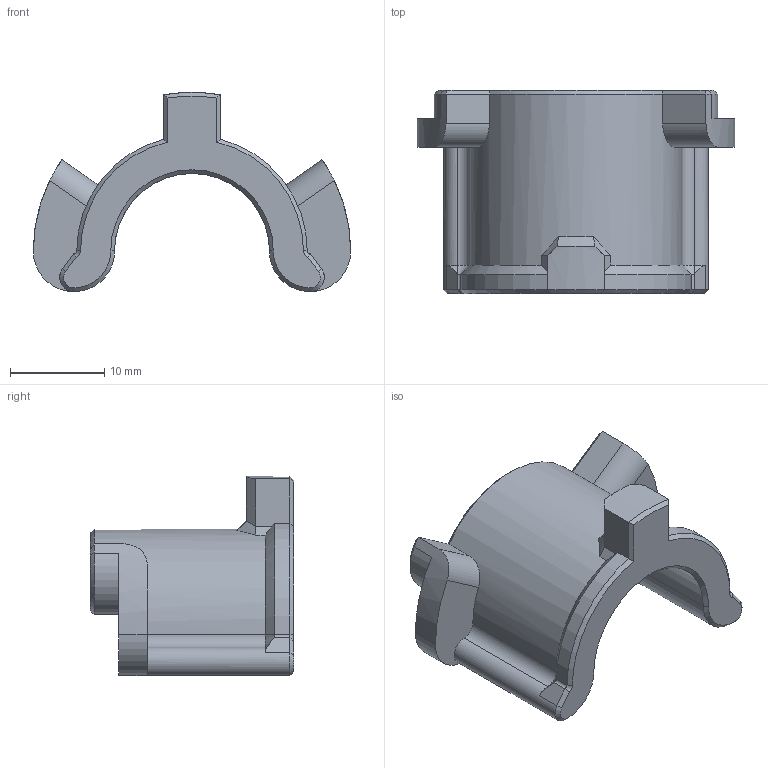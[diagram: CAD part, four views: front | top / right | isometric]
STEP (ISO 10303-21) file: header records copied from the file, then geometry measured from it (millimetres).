
FILE_DESCRIPTION(/* description */ ('STEP AP242','CAx-IF Rec.Pracs.---Representation and Presentation of Product Manufacturing Information (PMI)---4.0---2014-10-13','CAx-IF Rec.Pracs.---3D Tessellated Geometry---0.4---2014-09-14','2;1'),/* implementation_level */ '2;1');
FILE_NAME(/* name */ '627fb4cecfb37e40f4749f77',/* time_stamp */ '2022-05-14T13:55:27+00:00',/* author */ (''),/* organization */ (''),/* preprocessor_version */ 'ST-DEVELOPER v18.101',/* originating_system */ ' ',/* authorisation */ ' ');
FILE_SCHEMA (('AP242_MANAGED_MODEL_BASED_3D_ENGINEERING_MIM_LF { 1 0 10303 442 1 1 4 }'));
Length unit declared in the file: metre
Products named in the file (1): endstop
Bounding box: 33.6 x 21.5 x 21.09 mm (x, y, z)
Volume: 3280.8 mm3; surface area: 2515.6 mm2
Topology: 1 solids, 1 shells, 67 faces, 161 edges, 96 vertices
Faces by surface type: plane 23, cone 23, cylinder 19, bspline 2
Entity records: 1980 total; most frequent: CARTESIAN_POINT 409, DIRECTION 334, ORIENTED_EDGE 322, EDGE_CURVE 161, AXIS2_PLACEMENT_3D 131, VERTEX_POINT 96, LINE 72, VECTOR 72
